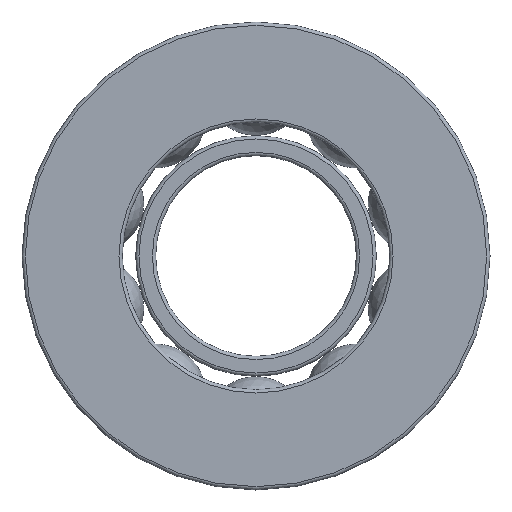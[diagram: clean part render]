
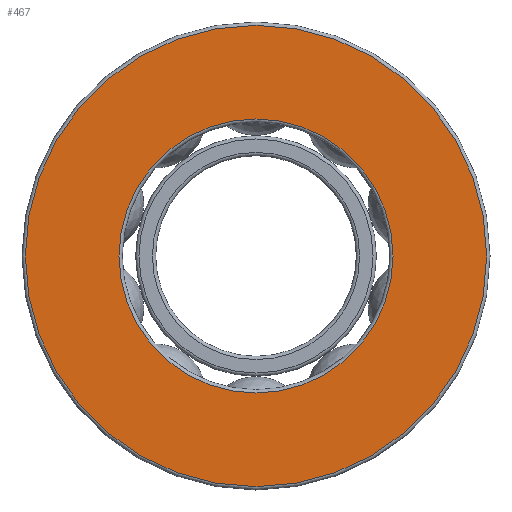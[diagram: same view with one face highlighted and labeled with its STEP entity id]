
A CAD part, front view. The second image highlights one B-rep face of the part: STEP entity #467.
In plain terms, the highlighted planar face has unit normal (0, -1, 0).
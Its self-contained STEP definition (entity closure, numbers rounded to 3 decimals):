
#78=FACE_BOUND('',#122,.T.);
#84=PLANE('',#550);
#91=FACE_OUTER_BOUND('',#121,.T.);
#121=EDGE_LOOP('',(#339,#340));
#122=EDGE_LOOP('',(#341,#342));
#158=CIRCLE('',#547,10.25);
#159=CIRCLE('',#548,10.25);
#161=CIRCLE('',#551,17.25);
#162=CIRCLE('',#552,17.25);
#215=VERTEX_POINT('',#835);
#216=VERTEX_POINT('',#837);
#217=VERTEX_POINT('',#842);
#218=VERTEX_POINT('',#843);
#273=EDGE_CURVE('',#215,#216,#158,.T.);
#274=EDGE_CURVE('',#216,#215,#159,.T.);
#276=EDGE_CURVE('',#217,#218,#161,.T.);
#277=EDGE_CURVE('',#218,#217,#162,.T.);
#339=ORIENTED_EDGE('',*,*,#276,.F.);
#340=ORIENTED_EDGE('',*,*,#277,.F.);
#341=ORIENTED_EDGE('',*,*,#274,.F.);
#342=ORIENTED_EDGE('',*,*,#273,.F.);
#467=ADVANCED_FACE('',(#91,#78),#84,.F.);
#547=AXIS2_PLACEMENT_3D('',#838,#646,#647);
#548=AXIS2_PLACEMENT_3D('',#839,#648,#649);
#550=AXIS2_PLACEMENT_3D('',#841,#652,#653);
#551=AXIS2_PLACEMENT_3D('',#844,#654,#655);
#552=AXIS2_PLACEMENT_3D('',#845,#656,#657);
#646=DIRECTION('center_axis',(0.,-1.,0.));
#647=DIRECTION('ref_axis',(1.,0.,0.));
#648=DIRECTION('center_axis',(0.,-1.,0.));
#649=DIRECTION('ref_axis',(1.,0.,0.));
#652=DIRECTION('center_axis',(0.,1.,0.));
#653=DIRECTION('ref_axis',(1.,0.,0.));
#654=DIRECTION('center_axis',(0.,1.,0.));
#655=DIRECTION('ref_axis',(1.,0.,0.));
#656=DIRECTION('center_axis',(0.,1.,0.));
#657=DIRECTION('ref_axis',(1.,0.,0.));
#835=CARTESIAN_POINT('',(0.,0.,10.25));
#837=CARTESIAN_POINT('',(-10.25,0.,0.));
#838=CARTESIAN_POINT('Origin',(0.,0.,0.));
#839=CARTESIAN_POINT('Origin',(0.,0.,0.));
#841=CARTESIAN_POINT('Origin',(0.,0.,0.));
#842=CARTESIAN_POINT('',(-17.25,0.,0.));
#843=CARTESIAN_POINT('',(0.,0.,-17.25));
#844=CARTESIAN_POINT('Origin',(0.,0.,0.));
#845=CARTESIAN_POINT('Origin',(0.,0.,0.));
